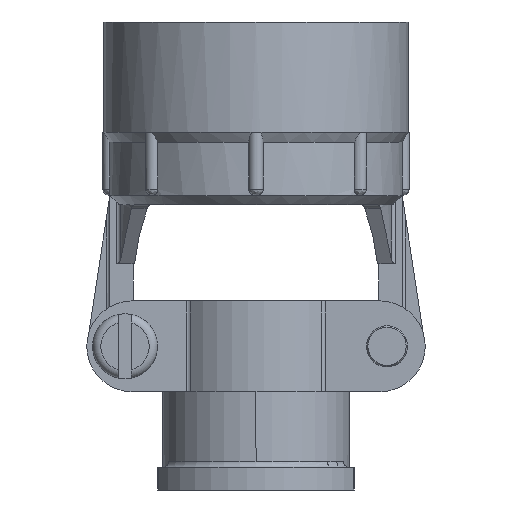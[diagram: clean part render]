
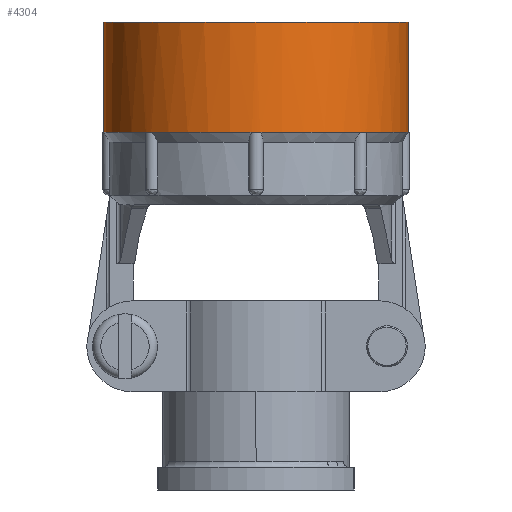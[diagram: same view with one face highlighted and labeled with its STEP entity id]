
A CAD part, front view. The second image highlights one B-rep face of the part: STEP entity #4304.
In plain terms, the highlighted cylindrical face has radius 12.9 mm (diameter 25.8 mm), a partial arc.
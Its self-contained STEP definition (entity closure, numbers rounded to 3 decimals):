
#11=CARTESIAN_POINT('',(0.,0.,7.334));
#12=DIRECTION('',(0.,0.,1.));
#13=DIRECTION('',(-1.,0.,0.));
#14=AXIS2_PLACEMENT_3D('',#11,#12,#13);
#16=CARTESIAN_POINT('',(0.,0.,-2.));
#17=DIRECTION('',(0.,0.,1.));
#18=DIRECTION('',(-0.725,-0.688,0.));
#19=AXIS2_PLACEMENT_3D('',#16,#17,#18);
#124=CARTESIAN_POINT('',(0.,0.,-2.));
#125=DIRECTION('',(0.,0.,1.));
#126=DIRECTION('',(-0.688,-0.725,0.));
#127=AXIS2_PLACEMENT_3D('',#124,#125,#126);
#175=CARTESIAN_POINT('',(0.,0.,-2.));
#176=DIRECTION('',(0.,0.,1.));
#177=DIRECTION('',(-0.026,-1.,0.));
#178=AXIS2_PLACEMENT_3D('',#175,#176,#177);
#203=CARTESIAN_POINT('',(0.,0.,-2.));
#204=DIRECTION('',(0.,0.,1.));
#205=DIRECTION('',(0.026,-1.,0.));
#206=AXIS2_PLACEMENT_3D('',#203,#204,#205);
#245=CARTESIAN_POINT('',(0.,0.,-2.));
#246=DIRECTION('',(0.,0.,1.));
#247=DIRECTION('',(0.688,-0.725,0.));
#248=AXIS2_PLACEMENT_3D('',#245,#246,#247);
#273=CARTESIAN_POINT('',(0.,0.,-2.));
#274=DIRECTION('',(0.,0.,1.));
#275=DIRECTION('',(0.725,-0.688,0.));
#276=AXIS2_PLACEMENT_3D('',#273,#274,#275);
#615=DIRECTION('',(0.,0.,-1.));
#616=VECTOR('',#615,9.334);
#617=CARTESIAN_POINT('',(12.9,0.,7.334));
#618=LINE('',#617,#616);
#624=DIRECTION('',(0.,0.,-1.));
#625=VECTOR('',#624,9.334);
#626=CARTESIAN_POINT('',(-12.9,0.,7.334));
#627=LINE('',#626,#625);
#628=CARTESIAN_POINT('',(0.,0.,-2.));
#629=DIRECTION('',(0.,0.,1.));
#630=DIRECTION('',(-1.,0.,0.));
#631=AXIS2_PLACEMENT_3D('',#628,#629,#630);
#673=CARTESIAN_POINT('',(0.,0.,-2.));
#674=DIRECTION('',(0.,0.,1.));
#675=DIRECTION('',(1.,-0.026,0.));
#676=AXIS2_PLACEMENT_3D('',#673,#674,#675);
#706=CARTESIAN_POINT('',(0.,0.,-2.));
#707=DIRECTION('',(0.,0.,1.));
#708=DIRECTION('',(-1.,-0.026,0.));
#709=AXIS2_PLACEMENT_3D('',#706,#707,#708);
#3512=CARTESIAN_POINT('',(-12.9,0.,7.334));
#3513=CARTESIAN_POINT('',(12.9,0.,7.334));
#3514=VERTEX_POINT('',#3512);
#3515=VERTEX_POINT('',#3513);
#3520=CARTESIAN_POINT('',(-0.338,-12.896,-2.));
#3521=CARTESIAN_POINT('',(0.338,-12.896,-2.));
#3522=VERTEX_POINT('',#3520);
#3523=VERTEX_POINT('',#3521);
#3534=CARTESIAN_POINT('',(8.879,-9.358,-2.));
#3535=CARTESIAN_POINT('',(9.358,-8.879,-2.));
#3536=VERTEX_POINT('',#3534);
#3537=VERTEX_POINT('',#3535);
#3548=CARTESIAN_POINT('',(12.896,-0.338,-2.));
#3549=CARTESIAN_POINT('',(12.9,0.,-2.));
#3550=VERTEX_POINT('',#3548);
#3551=VERTEX_POINT('',#3549);
#3576=CARTESIAN_POINT('',(-12.9,0.,-2.));
#3577=CARTESIAN_POINT('',(-12.896,-0.338,-2.));
#3578=VERTEX_POINT('',#3576);
#3579=VERTEX_POINT('',#3577);
#3586=CARTESIAN_POINT('',(-9.358,-8.879,-2.));
#3587=CARTESIAN_POINT('',(-8.879,-9.358,-2.));
#3588=VERTEX_POINT('',#3586);
#3589=VERTEX_POINT('',#3587);
#4274=CARTESIAN_POINT('',(0.,0.,-8.941));
#4275=DIRECTION('',(0.,0.,1.));
#4276=DIRECTION('',(1.,0.,0.));
#4277=AXIS2_PLACEMENT_3D('',#4274,#4275,#4276);
#4278=CYLINDRICAL_SURFACE('',#4277,12.9);
#4280=ORIENTED_EDGE('',*,*,#4279,.F.);
#4282=ORIENTED_EDGE('',*,*,#4281,.F.);
#4284=ORIENTED_EDGE('',*,*,#4283,.F.);
#4286=ORIENTED_EDGE('',*,*,#4285,.F.);
#4287=ORIENTED_EDGE('',*,*,#4261,.T.);
#4289=ORIENTED_EDGE('',*,*,#4288,.T.);
#4291=ORIENTED_EDGE('',*,*,#4290,.F.);
#4293=ORIENTED_EDGE('',*,*,#4292,.F.);
#4295=ORIENTED_EDGE('',*,*,#4294,.F.);
#4297=ORIENTED_EDGE('',*,*,#4296,.F.);
#4299=ORIENTED_EDGE('',*,*,#4298,.F.);
#4301=ORIENTED_EDGE('',*,*,#4300,.F.);
#4302=EDGE_LOOP('',(#4280,#4282,#4284,#4286,#4287,#4289,#4291,#4293,#4295,#4297,
#4299,#4301));
#4303=FACE_OUTER_BOUND('',#4302,.F.);
#4304=ADVANCED_FACE('',(#4303),#4278,.T.);
#15=CIRCLE('',#14,12.9);
#20=CIRCLE('',#19,12.9);
#128=CIRCLE('',#127,12.9);
#179=CIRCLE('',#178,12.9);
#207=CIRCLE('',#206,12.9);
#249=CIRCLE('',#248,12.9);
#277=CIRCLE('',#276,12.9);
#632=CIRCLE('',#631,12.9);
#677=CIRCLE('',#676,12.9);
#710=CIRCLE('',#709,12.9);
#4261=EDGE_CURVE('',#3514,#3515,#15,.T.);
#4279=EDGE_CURVE('',#3588,#3589,#20,.T.);
#4281=EDGE_CURVE('',#3579,#3588,#710,.T.);
#4283=EDGE_CURVE('',#3578,#3579,#632,.T.);
#4285=EDGE_CURVE('',#3514,#3578,#627,.T.);
#4288=EDGE_CURVE('',#3515,#3551,#618,.T.);
#4290=EDGE_CURVE('',#3550,#3551,#677,.T.);
#4292=EDGE_CURVE('',#3537,#3550,#277,.T.);
#4294=EDGE_CURVE('',#3536,#3537,#249,.T.);
#4296=EDGE_CURVE('',#3523,#3536,#207,.T.);
#4298=EDGE_CURVE('',#3522,#3523,#179,.T.);
#4300=EDGE_CURVE('',#3589,#3522,#128,.T.);
